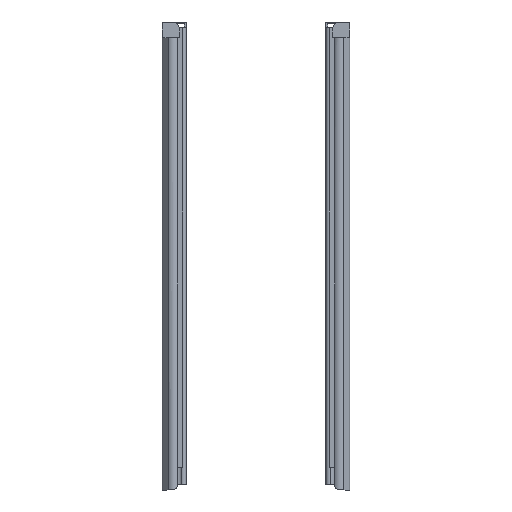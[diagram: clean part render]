
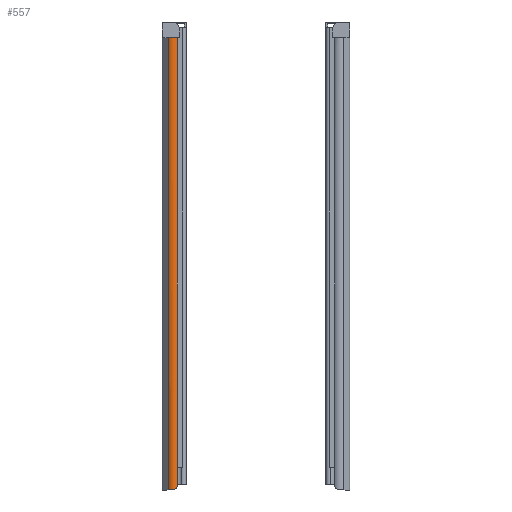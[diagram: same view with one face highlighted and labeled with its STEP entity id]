
A CAD part, front view. The second image highlights one B-rep face of the part: STEP entity #557.
In plain terms, the highlighted cylindrical face has radius 3.55 mm (diameter 7.1 mm), a partial arc.
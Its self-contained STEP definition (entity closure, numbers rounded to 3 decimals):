
#557 = ADVANCED_FACE( '', ( #1152 ), #1153, .T. );
#1152 = FACE_OUTER_BOUND( '', #1798, .T. );
#1153 = CYLINDRICAL_SURFACE( '', #1799, 3.55 );
#1798 = EDGE_LOOP( '', ( #3161, #3162, #3163, #3164, #3165 ) );
#1799 = AXIS2_PLACEMENT_3D( '', #3166, #3167, #3168 );
#3161 = ORIENTED_EDGE( '', *, *, #4084, .T. );
#3162 = ORIENTED_EDGE( '', *, *, #4423, .T. );
#3163 = ORIENTED_EDGE( '', *, *, #4259, .F. );
#3164 = ORIENTED_EDGE( '', *, *, #3983, .F. );
#3165 = ORIENTED_EDGE( '', *, *, #4392, .T. );
#3166 = CARTESIAN_POINT( '', ( -2.4, 215., -18.7 ) );
#3167 = DIRECTION( '', ( 0., 1., 0. ) );
#3168 = DIRECTION( '', ( 0., 0., -1. ) );
#3983 = EDGE_CURVE( '', #4818, #4820, #4821, .T. );
#4084 = EDGE_CURVE( '', #4988, #4986, #4989, .T. );
#4259 = EDGE_CURVE( '', #4820, #5265, #5266, .T. );
#4392 = EDGE_CURVE( '', #4818, #4988, #5452, .T. );
#4423 = EDGE_CURVE( '', #4986, #5265, #5492, .T. );
#4818 = VERTEX_POINT( '', #5988 );
#4820 = VERTEX_POINT( '', #5991 );
#4821 = ELLIPSE( '', #5992, 3.554, 3.55 );
#4986 = VERTEX_POINT( '', #6222 );
#4988 = VERTEX_POINT( '', #6225 );
#4989 = LINE( '', #6226, #6227 );
#5265 = VERTEX_POINT( '', #6611 );
#5266 = LINE( '', #6612, #6613 );
#5452 = B_SPLINE_CURVE_WITH_KNOTS( '', 3, ( #6878, #6879, #6880, #6881, #6882, #6883, #6884, #6885, #6886, #6887, #6888, #6889 ), .UNSPECIFIED., .F., .F., ( 4, 2, 2, 2, 2, 4 ), ( 0., 0., 0.001, 0.002, 0.003, 0.004 ), .UNSPECIFIED. );
#5492 = CIRCLE( '', #6946, 3.55 );
#5988 = CARTESIAN_POINT( '', ( -2.433, 214.847, -22.25 ) );
#5991 = CARTESIAN_POINT( '', ( -4.682, 214.951, -21.419 ) );
#5992 = AXIS2_PLACEMENT_3D( '', #7342, #7343, #7344 );
#6222 = CARTESIAN_POINT( '', ( -0.01, -26.7, -21.325 ) );
#6225 = CARTESIAN_POINT( '', ( -0.01, 212.531, -21.325 ) );
#6226 = CARTESIAN_POINT( '', ( -0.01, 215., -21.325 ) );
#6227 = VECTOR( '', #7450, 1000. );
#6611 = CARTESIAN_POINT( '', ( -4.682, -26.7, -21.419 ) );
#6612 = CARTESIAN_POINT( '', ( -4.682, 215., -21.419 ) );
#6613 = VECTOR( '', #7673, 1000. );
#6878 = CARTESIAN_POINT( '', ( -2.433, 214.847, -22.25 ) );
#6879 = CARTESIAN_POINT( '', ( -2.273, 214.84, -22.251 ) );
#6880 = CARTESIAN_POINT( '', ( -2.118, 214.818, -22.242 ) );
#6881 = CARTESIAN_POINT( '', ( -1.814, 214.746, -22.205 ) );
#6882 = CARTESIAN_POINT( '', ( -1.664, 214.696, -22.176 ) );
#6883 = CARTESIAN_POINT( '', ( -1.242, 214.51, -22.068 ) );
#6884 = CARTESIAN_POINT( '', ( -0.989, 214.338, -21.966 ) );
#6885 = CARTESIAN_POINT( '', ( -0.564, 213.927, -21.748 ) );
#6886 = CARTESIAN_POINT( '', ( -0.388, 213.684, -21.629 ) );
#6887 = CARTESIAN_POINT( '', ( -0.127, 213.15, -21.432 ) );
#6888 = CARTESIAN_POINT( '', ( -0.039, 212.848, -21.352 ) );
#6889 = CARTESIAN_POINT( '', ( -0.01, 212.531, -21.325 ) );
#6946 = AXIS2_PLACEMENT_3D( '', #7875, #7876, #7877 );
#7342 = CARTESIAN_POINT( '', ( -2.4, 214.846, -18.7 ) );
#7343 = DIRECTION( '', ( 0.046, 0.999, 0. ) );
#7344 = DIRECTION( '', ( 0.999, -0.046, 0. ) );
#7450 = DIRECTION( '', ( 0., -1., 0. ) );
#7673 = DIRECTION( '', ( 0., -1., 0. ) );
#7875 = CARTESIAN_POINT( '', ( -2.4, -26.7, -18.7 ) );
#7876 = DIRECTION( '', ( 0., 1., 0. ) );
#7877 = DIRECTION( '', ( 0., 0., 1. ) );
